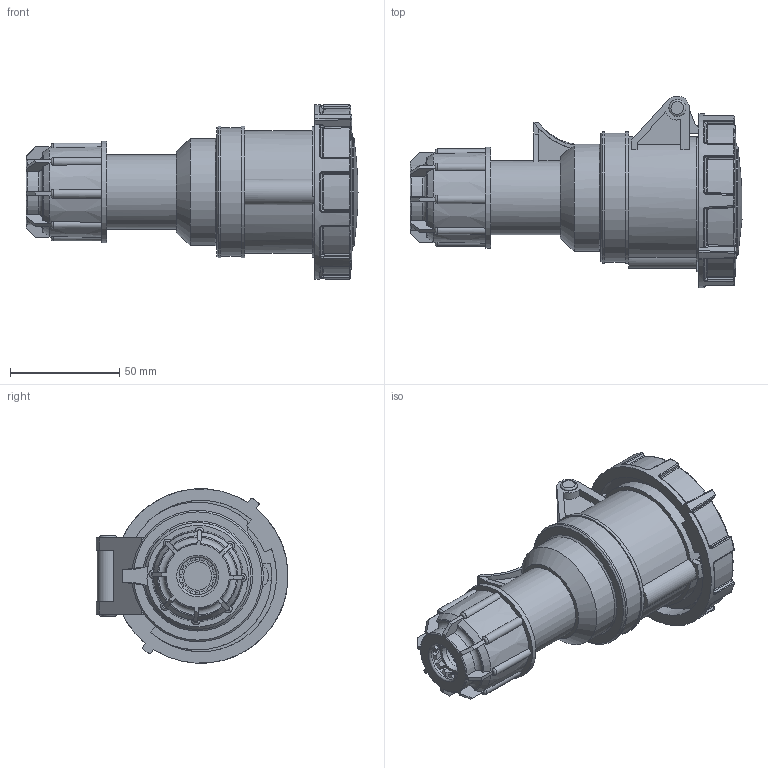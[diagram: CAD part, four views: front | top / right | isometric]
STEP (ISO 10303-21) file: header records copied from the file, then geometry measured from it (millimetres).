
FILE_DESCRIPTION (( 'STEP AP203' ), '1' );
FILE_NAME ('ps-2142-16-380.ÃÌ Ðîçåòêà ïåðåíîñíàÿ 2142 3Ð+ÐÅ 16À 380Â IP67 EKF PROxima.STEP', '2025-10-23T05:29:18', ( '' ), ( '' ), 'SwSTEP 2.0', 'SolidWorks 2021', '' );
FILE_SCHEMA (( 'CONFIG_CONTROL_DESIGN' ));
Length unit declared in the file: millimetre
Products named in the file (8): Êîïèÿ PS-1152-16-380.002 Êîðïóñ^ps-2142-16-380.ÃÌ Ðîçåòêà ïåðåíîñíàÿ 2142 3Ð+ÐÅ 16À 380Â IP67 EKF PROxima; Êîïèÿ ïðîêëàäêà ñàëüíèêà^ps-2142-16-380.ÃÌ Ðîçåòêà ïåðåíîñíàÿ 2142 3Ð+ÐÅ 16À 380Â IP67 EKF PROxima_00; Êîïèÿ Çàæèìíàÿ ãàéêà^ps-2142-16-380.ÃÌ Ðîçåòêà ïåðåíîñíàÿ 2142 3Ð+ÐÅ 16À 380Â IP67 EKF PROxima_00; ps-2142-16-380.ÃÌ Ðîçåòêà ïåðåíîñíàÿ 2142 3Ð+ÐÅ 16À 380Â IP67 EKF PROxima; Êîïèÿ êîðïóñ^ps-2142-16-380.ÃÌ Ðîçåòêà ïåðåíîñíàÿ 2142 3Ð+ÐÅ 16À 380Â IP67 EKF PROxima_00; Êîïèÿ Êîïèÿ PS-1152-16-380.003 Êðûøêà^ps-2142-16-380.ÃÌ Ðîçåòêà ïåðåíîñíàÿ 2142 3Ð+ÐÅ 16À 380Â IP67 EKF PROxima; Êîïèÿ PS-1152-16-380.004 Øïëèíò^ps-2142-16-380.ÃÌ Ðîçåòêà ïåðåíîñíàÿ 2142 3Ð+ÐÅ 16À 380Â IP67 EKF PROxima; Êîïèÿ çàæèì^ps-2142-16-380.ÃÌ Ðîçåòêà ïåðåíîñíàÿ 2142 3Ð+ÐÅ 16À 380Â IP67 EKF PROxima_00
Assembly tree (7 placements, depth 2):
  ps-2142-16-380.ÃÌ Ðîçåòêà ïåðåíîñíàÿ 2142 3Ð+ÐÅ 16À 380Â IP67 EKF PROxima
    Êîïèÿ PS-1152-16-380.002 Êîðïóñ^ps-2142-16-380.ÃÌ Ðîçåòêà ïåðåíîñíàÿ 2142 3Ð+ÐÅ 16À 380Â IP67 EKF PROxima
    Êîïèÿ Êîïèÿ PS-1152-16-380.003 Êðûøêà^ps-2142-16-380.ÃÌ Ðîçåòêà ïåðåíîñíàÿ 2142 3Ð+ÐÅ 16À 380Â IP67 EKF PROxima
    Êîïèÿ PS-1152-16-380.004 Øïëèíò^ps-2142-16-380.ÃÌ Ðîçåòêà ïåðåíîñíàÿ 2142 3Ð+ÐÅ 16À 380Â IP67 EKF PROxima
    Êîïèÿ êîðïóñ^ps-2142-16-380.ÃÌ Ðîçåòêà ïåðåíîñíàÿ 2142 3Ð+ÐÅ 16À 380Â IP67 EKF PROxima_00
    Êîïèÿ çàæèì^ps-2142-16-380.ÃÌ Ðîçåòêà ïåðåíîñíàÿ 2142 3Ð+ÐÅ 16À 380Â IP67 EKF PROxima_00
    Êîïèÿ Çàæèìíàÿ ãàéêà^ps-2142-16-380.ÃÌ Ðîçåòêà ïåðåíîñíàÿ 2142 3Ð+ÐÅ 16À 380Â IP67 EKF PROxima_00
    Êîïèÿ ïðîêëàäêà ñàëüíèêà^ps-2142-16-380.ÃÌ Ðîçåòêà ïåðåíîñíàÿ 2142 3Ð+ÐÅ 16À 380Â IP67 EKF PROxima_00
Bounding box: 152.22 x 87.96 x 79.98 mm (x, y, z)
Volume: 217434.1 mm3; surface area: 96000.6 mm2
Topology: 7 solids, 7 shells, 652 faces, 1646 edges, 1012 vertices
Faces by surface type: plane 244, bspline 137, cylinder 119, torus 75, cone 56, sphere 21
Full cylindrical faces by diameter (mm): 6.5 x3, 7 x4, 8.3 x1, 8.35 x1, 11.75 x3, 13 x1, 15.5 x1, 17.15 x1, 22.25 x1, 25.5 x1, 26.5 x1, 28.5 x2, 30 x1, 30.5 x1, 30.75 x1, 34 x1, 37.5 x1, 38.25 x1, 40 x1, 46.5 x1, 49 x2, 50 x1, 50.9 x1, 52.7 x1, 55.65 x1, 59 x1, 60.3 x2
Entity records: 23747 total; most frequent: CARTESIAN_POINT 8825, ORIENTED_EDGE 3100, DIRECTION 2684, EDGE_CURVE 1550, AXIS2_PLACEMENT_3D 1122, VERTEX_POINT 997, EDGE_LOOP 751, FACE_OUTER_BOUND 692
